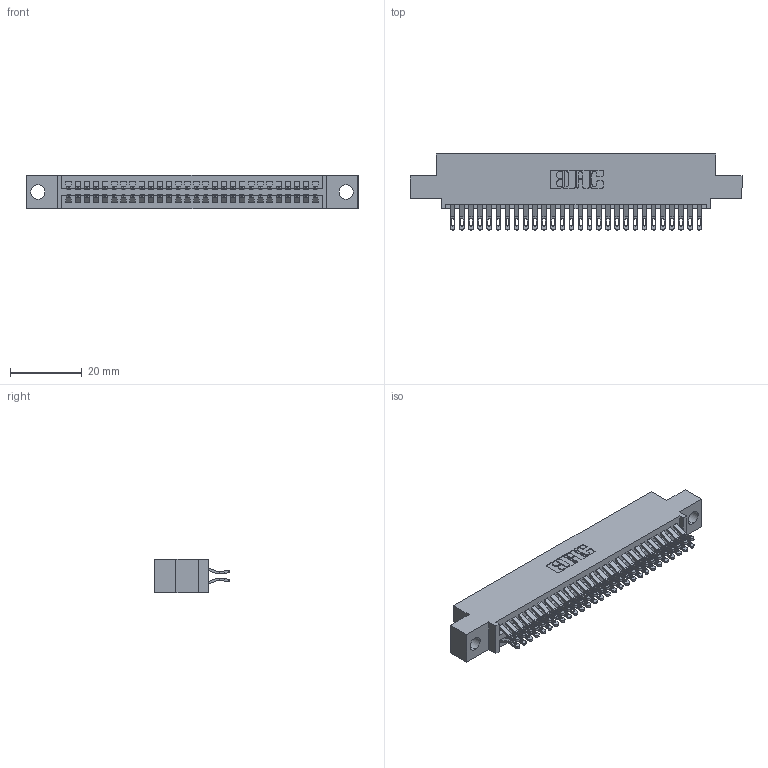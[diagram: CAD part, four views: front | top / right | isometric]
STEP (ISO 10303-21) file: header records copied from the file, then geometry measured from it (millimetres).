
FILE_DESCRIPTION (( 'STEP AP203' ), '1' );
FILE_NAME ('395-056-555-504.STEP', '2021-06-17T01:16:43', ( '' ), ( '' ), 'SwSTEP 2.0', 'SolidWorks 2020', '' );
FILE_SCHEMA (( 'CONFIG_CONTROL_DESIGN' ));
Length unit declared in the file: inch
Products named in the file (3): 345 Part_0.110 Offset - 0.156 Dia-TI; 395-056-555-504; 345-292-001_555 Tail
Assembly tree (57 placements, depth 2):
  395-056-555-504
    345 Part_0.110 Offset - 0.156 Dia-TI
    345-292-001_555 Tail  x56
Bounding box: 92.33 x 21.13 x 9.4 mm (x, y, z)
Volume: 8822.1 mm3; surface area: 13278.8 mm2
Topology: 57 solids, 57 shells, 3280 faces, 10301 edges, 6866 vertices
Faces by surface type: plane 1834, cylinder 1446
Entity records: 24731 total; most frequent: CARTESIAN_POINT 4200, ORIENTED_EDGE 4102, DIRECTION 3687, EDGE_CURVE 2051, VECTOR 1787, LINE 1787, VERTEX_POINT 1366, AXIS2_PLACEMENT_3D 950
